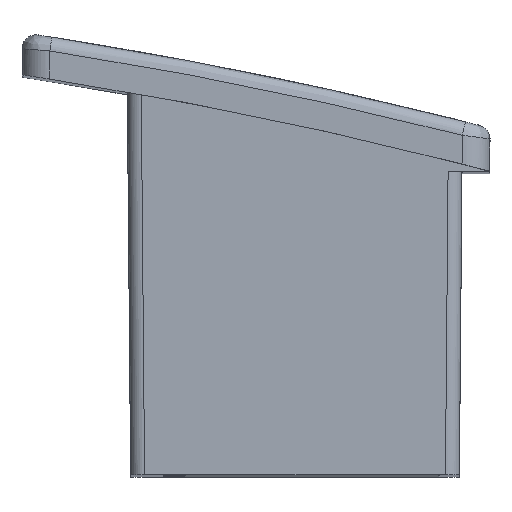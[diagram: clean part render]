
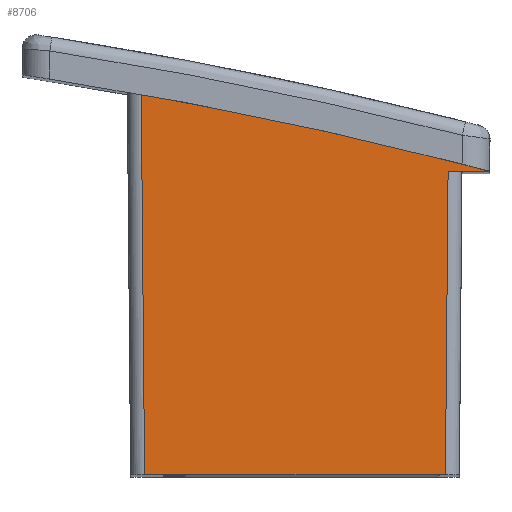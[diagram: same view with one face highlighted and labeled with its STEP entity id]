
A CAD part, top view. The second image highlights one B-rep face of the part: STEP entity #8706.
In plain terms, the highlighted planar face has unit normal (0, -0.009, 1).
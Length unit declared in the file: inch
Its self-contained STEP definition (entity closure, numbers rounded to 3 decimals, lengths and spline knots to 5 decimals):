
#100=ELLIPSE('',#9129,6.30536,6.30512);
#713=FACE_OUTER_BOUND('',#1198,.T.);
#1198=EDGE_LOOP('',(#6102,#6103,#6104,#6105,#6106));
#1644=LINE('',#11992,#2501);
#1725=LINE('',#12159,#2582);
#1760=LINE('',#12315,#2617);
#2012=LINE('',#12887,#2869);
#2501=VECTOR('',#9808,0.4252);
#2582=VECTOR('',#9899,0.53756);
#2617=VECTOR('',#9976,0.42896);
#2869=VECTOR('',#10444,0.05925);
#3355=VERTEX_POINT('',#11989);
#3356=VERTEX_POINT('',#11991);
#3437=VERTEX_POINT('',#12158);
#3444=VERTEX_POINT('',#12193);
#3472=VERTEX_POINT('',#12313);
#4209=EDGE_CURVE('',#3355,#3356,#1644,.T.);
#4293=EDGE_CURVE('',#3356,#3437,#1725,.T.);
#4306=EDGE_CURVE('',#3444,#3437,#100,.T.);
#4342=EDGE_CURVE('',#3355,#3472,#1760,.T.);
#4628=EDGE_CURVE('',#3444,#3472,#2012,.T.);
#6102=ORIENTED_EDGE('',*,*,#4209,.F.);
#6103=ORIENTED_EDGE('',*,*,#4342,.T.);
#6104=ORIENTED_EDGE('',*,*,#4628,.F.);
#6105=ORIENTED_EDGE('',*,*,#4306,.T.);
#6106=ORIENTED_EDGE('',*,*,#4293,.F.);
#8131=PLANE('',#9251);
#8706=ADVANCED_FACE('',(#713),#8131,.T.);
#9129=AXIS2_PLACEMENT_3D('',#12194,#9923,#9924);
#9251=AXIS2_PLACEMENT_3D('',#12886,#10442,#10443);
#9808=DIRECTION('',(-1.,0.,0.));
#9899=DIRECTION('',(-0.009,1.,0.009));
#9923=DIRECTION('center_axis',(0.,-0.009,1.));
#9924=DIRECTION('ref_axis',(0.,1.,0.009));
#9976=DIRECTION('',(0.009,1.,0.009));
#10442=DIRECTION('center_axis',(0.,-0.009,1.));
#10443=DIRECTION('ref_axis',(1.,0.,0.));
#10444=DIRECTION('',(-1.,0.,0.));
#11989=CARTESIAN_POINT('',(1.53898,0.29528,1.57244));
#11991=CARTESIAN_POINT('',(1.11378,0.29528,1.57244));
#11992=CARTESIAN_POINT('',(1.53898,0.29528,1.57244));
#12158=CARTESIAN_POINT('',(1.10909,0.83279,1.57713));
#12159=CARTESIAN_POINT('',(1.11378,0.29528,1.57244));
#12193=CARTESIAN_POINT('',(1.60197,0.7242,1.57622));
#12194=CARTESIAN_POINT('Origin',(0.,-5.37402,1.52297));
#12313=CARTESIAN_POINT('',(1.54272,0.7242,1.57618));
#12315=CARTESIAN_POINT('',(1.53898,0.29528,1.57244));
#12886=CARTESIAN_POINT('Origin',(0.98164,0.29528,1.57244));
#12887=CARTESIAN_POINT('',(1.60197,0.7242,1.57618));
